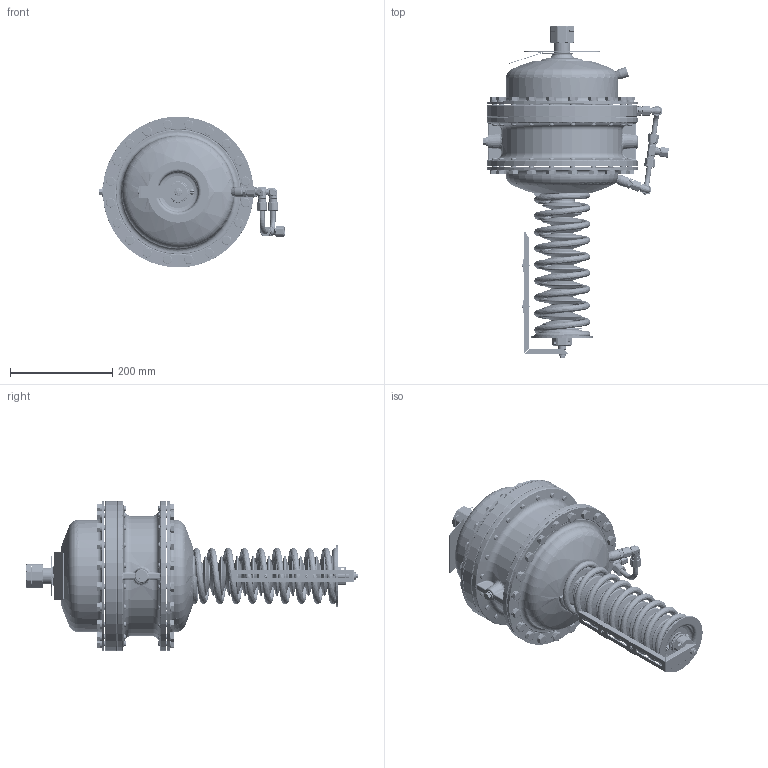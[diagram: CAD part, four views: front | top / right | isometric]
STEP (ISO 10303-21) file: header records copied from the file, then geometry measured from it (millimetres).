
FILE_DESCRIPTION((''),'2;1');
FILE_NAME('003G5633_AFD2_PN16_640CM2_ASM','2021-08-26T13:17:59',('U240466'),('Danfoss'),'CREO PARAMETRIC BY PTC INC, 2020342','CREO PARAMETRIC BY PTC INC, 2020342','');
FILE_SCHEMA(('CONFIG_CONTROL_DESIGN'));
Length unit declared in the file: millimetre
Products named in the file (83): AFP_640_SKEL_1; 88670130_HOUSING320_PN16_MINUS_; 88673400_TUBE_FI38X10X62_MINUS_; 88671660_PRESSURE_CONNECTO-5915; WELD_PRESS_CON_4MM_1; WELD_320_4MM_AF37_1; WELD_320_4MM_2_1; 88671530_COVER320_PN16_MINUS_AS_ASM; 88670510_PA_MIDDLE_WALL_PN16_1; 88670410_PA_MIDDLE_HOUSING_PN16; 88670120_HOUSING320_PN16_PLUS_A; 88671660_PRESSURE_CONNECT-32668; WELD_320_4MM_1; WELD_PRESS_CON_4MM_AF1_1; 88671520_COVER320_PN16_PLUS_ASM_ASM; DIN933-M10X25_1; 52017500_1; 54590640_1; 54540860_O-R_24_2X3_1; 3220149_1; GUIDING_BUSH_ASM_1_ASM; 51817270_NUT_M12X1_ISO4035_1; 88671600_CONNECTOR_PA_1; 88671350_PLATE320_PLUS_1; 88671040_SETTING_SPINDLE_PA_1; 51817250_1; 88670600_CONNECTING_NUT_G1_1_4_; 5212006_1; 5221571_1; 55511011_1; 5454051_1; WALTER_CONNECTION_1; WALTER_PROFILE_RING_1; 8863078_ASM_1_ASM; 88630340_2_0_DA_00_1; 88630650_TUBE_CONN_2_0_DA_ASM_1_ASM; 88673520_GASKET_PA_320_PN16_1; 52215720_PIN_FI5X25_DIN1473_A_2; 188610240_1; 51817980_SCREW_M10X50_DIN933_1 ...
Assembly tree (189 placements, depth 5):
  003G5633_AFD2_PN16_640CM2_ASM
    003G5633_AFD2_PN16_640CM2_ASM_1_ASM
      AFP_640_SKEL_1
      88671530_COVER320_PN16_MINUS_AS_ASM
        88670130_HOUSING320_PN16_MINUS_
        88673400_TUBE_FI38X10X62_MINUS_
        88671660_PRESSURE_CONNECTO-5915
        WELD_PRESS_CON_4MM_1
        WELD_320_4MM_AF37_1
        WELD_320_4MM_2_1
      88670510_PA_MIDDLE_WALL_PN16_1
      88670410_PA_MIDDLE_HOUSING_PN16
      88671520_COVER320_PN16_PLUS_ASM_ASM
        88670120_HOUSING320_PN16_PLUS_A
        88671660_PRESSURE_CONNECT-32668
        WELD_320_4MM_1
        WELD_320_4MM_2_1
        WELD_PRESS_CON_4MM_AF1_1
      DIN933-M10X25_1  x20
      52017500_1  x40
      GUIDING_BUSH_ASM_1_ASM
        54590640_1  x2
        54540860_O-R_24_2X3_1  x2
        3220149_1  x2
      51817270_NUT_M12X1_ISO4035_1  x2
      88671600_CONNECTOR_PA_1
      88671350_PLATE320_PLUS_1
      88671040_SETTING_SPINDLE_PA_1
      51817250_1
      88670600_CONNECTING_NUT_G1_1_4_
      5212006_1
      5221571_1
      55511011_1
      5454051_1  x3
      88630650_TUBE_CONN_2_0_DA_ASM_1_ASM  x2
        8863078_ASM_1_ASM
          WALTER_CONNECTION_1
          WALTER_PROFILE_RING_1
        88630340_2_0_DA_00_1
      88673520_GASKET_PA_320_PN16_1  x4
      52215720_PIN_FI5X25_DIN1473_A_2  x2
      188610240_1
      51817980_SCREW_M10X50_DIN933_1  x20
      5454070_1  x4
      88670300_SPRING_HOLDER_PA_1
      88673110_SPRING_COMPRESSION_RED
      5521168_1_ASM
        5521168_1_1
        5521168_1_2
        5521168_1_3
        5521168_1_4
        5521168_1_5
        5521168_1_6
        5521168_1_7
        5521168_1_8
        5521168_1_9
        5521168_1_10
        5521168_1_11
        5521168_1_12
        5521168_1_13
Bounding box: 363.36 x 649.3 x 295 mm (x, y, z)
Volume: 4547914.1 mm3; surface area: 1783053.3 mm2
Topology: 184 solids, 184 shells, 5136 faces, 12861 edges, 8062 vertices
Faces by surface type: cylinder 1711, plane 1389, cone 1002, torus 621, bspline 301, sphere 84, extrusion 24, revolution 4
Entity records: 130711 total; most frequent: CARTESIAN_POINT 61873, DIRECTION 15062, ORIENTED_EDGE 13792, EDGE_CURVE 6896, AXIS2_PLACEMENT_3D 6555, VERTEX_POINT 4380, CIRCLE 3628, EDGE_LOOP 3112
